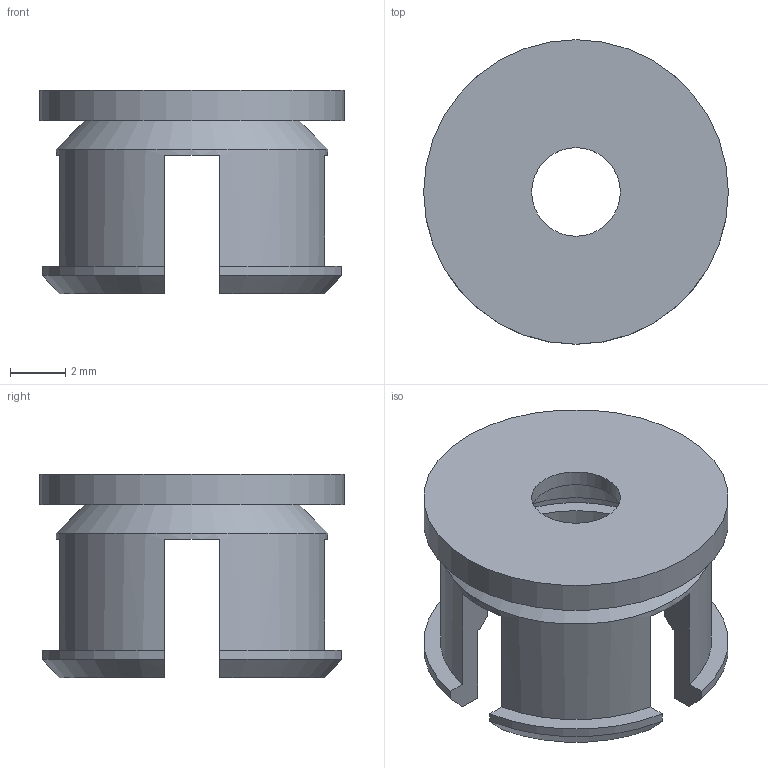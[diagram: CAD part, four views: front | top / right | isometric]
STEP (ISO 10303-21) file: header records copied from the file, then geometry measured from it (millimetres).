
FILE_DESCRIPTION(('FreeCAD Model'),'2;1');
FILE_NAME('Open CASCADE Shape Model','2024-08-12T16:22:34',(''),(''), 'Open CASCADE STEP processor 7.6','FreeCAD','Unknown');
FILE_SCHEMA(('AUTOMOTIVE_DESIGN { 1 0 10303 214 1 1 1 1 }'));
Length unit declared in the file: millimetre
Products named in the file (1): button frame
Bounding box: 11 x 11 x 7.36 mm (x, y, z)
Volume: 211.5 mm3; surface area: 605.4 mm2
Topology: 1 solids, 1 shells, 68 faces, 179 edges, 114 vertices
Faces by surface type: plane 39, cylinder 20, cone 9
Full cylindrical faces by diameter (mm): 3.2 x1, 6.66 x1, 9.8 x1, 11 x1
Entity records: 2149 total; most frequent: DIRECTION 403, CARTESIAN_POINT 362, ORIENTED_EDGE 358, EDGE_CURVE 179, AXIS2_PLACEMENT_3D 155, VERTEX_POINT 114, LINE 93, VECTOR 93
